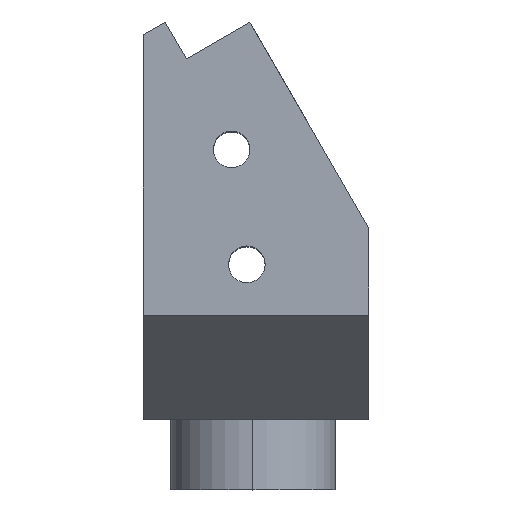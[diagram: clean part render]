
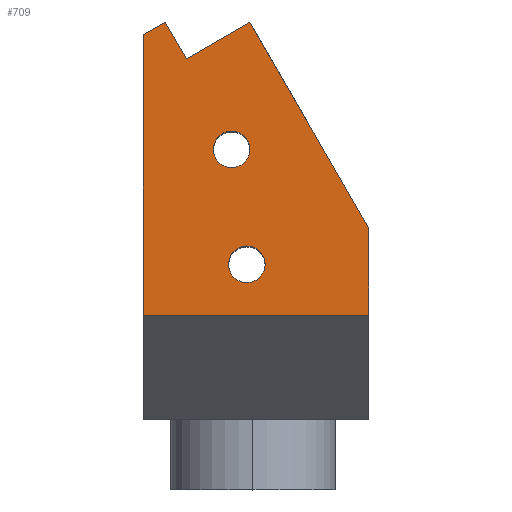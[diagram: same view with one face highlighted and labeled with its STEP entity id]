
A CAD part, top view. The second image highlights one B-rep face of the part: STEP entity #709.
In plain terms, the highlighted planar face has unit normal (0, 0, 1).
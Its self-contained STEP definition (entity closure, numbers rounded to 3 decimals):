
#5 = VERTEX_POINT ( 'NONE', #514 ) ;
#7 = CARTESIAN_POINT ( 'NONE',  ( -14.892, 65.083, 46.5 ) ) ;
#13 = LINE ( 'NONE', #1797, #1526 ) ;
#18 = CARTESIAN_POINT ( 'NONE',  ( -18.5, 63., 46.5 ) ) ;
#24 = EDGE_CURVE ( 'NONE', #2257, #64, #1877, .T. ) ;
#47 = DIRECTION ( 'NONE',  ( -1., 0., 0. ) ) ;
#64 = VERTEX_POINT ( 'NONE', #1785 ) ;
#70 = CARTESIAN_POINT ( 'NONE',  ( 18.5, 17.032, 46.5 ) ) ;
#121 = CARTESIAN_POINT ( 'NONE',  ( -1., 44.217, 46.5 ) ) ;
#128 = EDGE_CURVE ( 'NONE', #5, #896, #1371, .T. ) ;
#131 = EDGE_LOOP ( 'NONE', ( #1020, #1667 ) ) ;
#159 = DIRECTION ( 'NONE',  ( 0., -1., 0. ) ) ;
#196 = CARTESIAN_POINT ( 'NONE',  ( -31.905, 55.261, 46.5 ) ) ;
#213 = ORIENTED_EDGE ( 'NONE', *, *, #2122, .F. ) ;
#239 = AXIS2_PLACEMENT_3D ( 'NONE', #901, #1628, #1389 ) ;
#273 = CARTESIAN_POINT ( 'NONE',  ( 18.5, 17.032, 46.5 ) ) ;
#280 = ORIENTED_EDGE ( 'NONE', *, *, #364, .F. ) ;
#309 = EDGE_CURVE ( 'NONE', #64, #2257, #599, .T. ) ;
#327 = DIRECTION ( 'NONE',  ( -1., 0., 0. ) ) ;
#354 = DIRECTION ( 'NONE',  ( -1., 0., 0. ) ) ;
#355 = VECTOR ( 'NONE', #354, 1000. ) ;
#364 = EDGE_CURVE ( 'NONE', #794, #1105, #416, .T. ) ;
#368 = LINE ( 'NONE', #196, #1013 ) ;
#380 = LINE ( 'NONE', #2217, #355 ) ;
#386 = CARTESIAN_POINT ( 'NONE',  ( -11.392, 59.021, 46.5 ) ) ;
#398 = DIRECTION ( 'NONE',  ( 0., 0., -1. ) ) ;
#415 = EDGE_CURVE ( 'NONE', #2090, #2155, #368, .T. ) ;
#416 = LINE ( 'NONE', #1670, #1119 ) ;
#429 = VECTOR ( 'NONE', #1500, 1000. ) ;
#446 = ORIENTED_EDGE ( 'NONE', *, *, #2076, .T. ) ;
#447 = ORIENTED_EDGE ( 'NONE', *, *, #935, .F. ) ;
#466 = VECTOR ( 'NONE', #1327, 1000. ) ;
#514 = CARTESIAN_POINT ( 'NONE',  ( -4.5, 25.382, 46.5 ) ) ;
#535 = EDGE_LOOP ( 'NONE', ( #815, #213, #1929, #1359, #447, #2099, #280 ) ) ;
#546 = AXIS2_PLACEMENT_3D ( 'NONE', #1244, #2172, #327 ) ;
#561 = DIRECTION ( 'NONE',  ( -0.866, -0.5, 0. ) ) ;
#567 = VECTOR ( 'NONE', #159, 1000. ) ;
#574 = EDGE_CURVE ( 'NONE', #1105, #1419, #1195, .T. ) ;
#582 = DIRECTION ( 'NONE',  ( -1., 0., 0. ) ) ;
#599 = CIRCLE ( 'NONE', #705, 3. ) ;
#694 = CARTESIAN_POINT ( 'NONE',  ( -18.5, 17.032, 46.5 ) ) ;
#705 = AXIS2_PLACEMENT_3D ( 'NONE', #1000, #1724, #582 ) ;
#709 = ADVANCED_FACE ( 'NONE', ( #1314, #2040, #1690 ), #1846, .F. ) ;
#741 = CARTESIAN_POINT ( 'NONE',  ( -14.892, 65.083, 46.5 ) ) ;
#793 = DIRECTION ( 'NONE',  ( 0., 0., -1. ) ) ;
#794 = VERTEX_POINT ( 'NONE', #1277 ) ;
#815 = ORIENTED_EDGE ( 'NONE', *, *, #1212, .F. ) ;
#844 = CIRCLE ( 'NONE', #239, 3. ) ;
#880 = AXIS2_PLACEMENT_3D ( 'NONE', #1686, #398, #47 ) ;
#896 = VERTEX_POINT ( 'NONE', #1499 ) ;
#901 = CARTESIAN_POINT ( 'NONE',  ( -1.5, 25.382, 46.5 ) ) ;
#935 = EDGE_CURVE ( 'NONE', #1419, #1179, #380, .T. ) ;
#1000 = CARTESIAN_POINT ( 'NONE',  ( -4., 44.217, 46.5 ) ) ;
#1013 = VECTOR ( 'NONE', #561, 1000. ) ;
#1020 = ORIENTED_EDGE ( 'NONE', *, *, #309, .T. ) ;
#1105 = VERTEX_POINT ( 'NONE', #1417 ) ;
#1119 = VECTOR ( 'NONE', #1132, 1000. ) ;
#1132 = DIRECTION ( 'NONE',  ( 0.5, -0.866, 0. ) ) ;
#1179 = VERTEX_POINT ( 'NONE', #694 ) ;
#1195 = LINE ( 'NONE', #1748, #567 ) ;
#1212 = EDGE_CURVE ( 'NONE', #1696, #794, #13, .T. ) ;
#1244 = CARTESIAN_POINT ( 'NONE',  ( -4., 44.217, 46.5 ) ) ;
#1277 = CARTESIAN_POINT ( 'NONE',  ( -1., 65.021, 46.5 ) ) ;
#1298 = CARTESIAN_POINT ( 'NONE',  ( -18.5, 17.032, 46.5 ) ) ;
#1311 = EDGE_CURVE ( 'NONE', #2155, #1179, #2227, .T. ) ;
#1314 = FACE_BOUND ( 'NONE', #131, .T. ) ;
#1327 = DIRECTION ( 'NONE',  ( 0., -1., 0. ) ) ;
#1359 = ORIENTED_EDGE ( 'NONE', *, *, #1311, .T. ) ;
#1371 = CIRCLE ( 'NONE', #880, 3. ) ;
#1389 = DIRECTION ( 'NONE',  ( -1., 0., 0. ) ) ;
#1416 = AXIS2_PLACEMENT_3D ( 'NONE', #70, #793, #1508 ) ;
#1417 = CARTESIAN_POINT ( 'NONE',  ( 18.5, 31.246, 46.5 ) ) ;
#1419 = VERTEX_POINT ( 'NONE', #273 ) ;
#1462 = LINE ( 'NONE', #7, #429 ) ;
#1499 = CARTESIAN_POINT ( 'NONE',  ( 1.5, 25.382, 46.5 ) ) ;
#1500 = DIRECTION ( 'NONE',  ( 0.5, -0.866, 0. ) ) ;
#1508 = DIRECTION ( 'NONE',  ( -1., 0., 0. ) ) ;
#1526 = VECTOR ( 'NONE', #2316, 1000. ) ;
#1628 = DIRECTION ( 'NONE',  ( 0., 0., -1. ) ) ;
#1667 = ORIENTED_EDGE ( 'NONE', *, *, #24, .T. ) ;
#1670 = CARTESIAN_POINT ( 'NONE',  ( 27.405, 15.822, 46.5 ) ) ;
#1686 = CARTESIAN_POINT ( 'NONE',  ( -1.5, 25.382, 46.5 ) ) ;
#1690 = FACE_OUTER_BOUND ( 'NONE', #535, .T. ) ;
#1696 = VERTEX_POINT ( 'NONE', #386 ) ;
#1724 = DIRECTION ( 'NONE',  ( 0., 0., -1. ) ) ;
#1748 = CARTESIAN_POINT ( 'NONE',  ( 18.5, 17.032, 46.5 ) ) ;
#1785 = CARTESIAN_POINT ( 'NONE',  ( -7., 44.217, 46.5 ) ) ;
#1797 = CARTESIAN_POINT ( 'NONE',  ( -1., 65.021, 46.5 ) ) ;
#1836 = EDGE_LOOP ( 'NONE', ( #2091, #446 ) ) ;
#1846 = PLANE ( 'NONE',  #1416 ) ;
#1877 = CIRCLE ( 'NONE', #546, 3. ) ;
#1929 = ORIENTED_EDGE ( 'NONE', *, *, #415, .T. ) ;
#2040 = FACE_BOUND ( 'NONE', #1836, .T. ) ;
#2076 = EDGE_CURVE ( 'NONE', #896, #5, #844, .T. ) ;
#2090 = VERTEX_POINT ( 'NONE', #741 ) ;
#2091 = ORIENTED_EDGE ( 'NONE', *, *, #128, .T. ) ;
#2099 = ORIENTED_EDGE ( 'NONE', *, *, #574, .F. ) ;
#2122 = EDGE_CURVE ( 'NONE', #2090, #1696, #1462, .T. ) ;
#2155 = VERTEX_POINT ( 'NONE', #18 ) ;
#2172 = DIRECTION ( 'NONE',  ( 0., 0., -1. ) ) ;
#2217 = CARTESIAN_POINT ( 'NONE',  ( 18.5, 17.032, 46.5 ) ) ;
#2227 = LINE ( 'NONE', #1298, #466 ) ;
#2257 = VERTEX_POINT ( 'NONE', #121 ) ;
#2316 = DIRECTION ( 'NONE',  ( 0.866, 0.5, 0. ) ) ;
